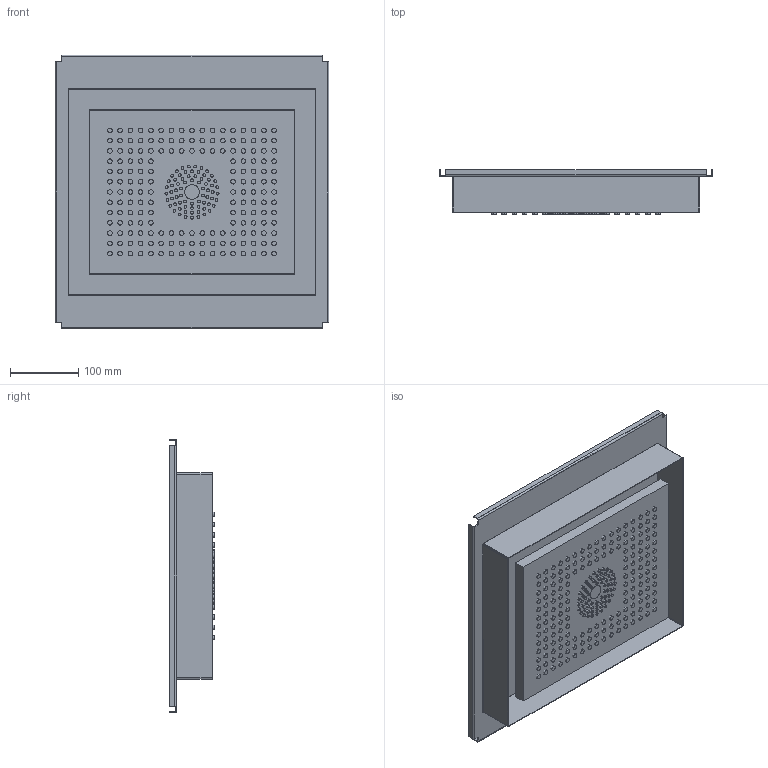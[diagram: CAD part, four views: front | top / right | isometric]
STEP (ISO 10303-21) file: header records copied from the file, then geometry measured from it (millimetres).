
FILE_DESCRIPTION (( 'STEP AP214' ), '1' );
FILE_NAME ('28044980.STEP', '2022-08-11T05:59:15', ( '' ), ( '' ), 'SwSTEP 2.0', 'SolidWorks 2020', '' );
FILE_SCHEMA (( 'AUTOMOTIVE_DESIGN' ));
Length unit declared in the file: millimetre
Products named in the file (7): Planungsmodell_LED-+-04.10.01.225.00.90-1; Planungsmodell_Platte-+-04.10.01.221.00.90-1; Planungsmodell_Einsatz-+-09.12.01.097.90-1; Planungsmodell_Reflexionskasten 310x250-+-04.17.20.249.00.90-1_K1_Mit_Licht; Planungsmodell_Platte-+-04.10.01.221.00.90-1_K2_187,9x128x31; Planungsmodell_Gehaeuse-+-09.12.05.070-1_K2_307,5 x 240 x 15,5 mit Bohrung; 28044980
Assembly tree (6 placements, depth 2):
  28044980
    Planungsmodell_Gehaeuse-+-09.12.05.070-1_K2_307,5 x 240 x 15,5 mit Bohrung
    Planungsmodell_Einsatz-+-09.12.01.097.90-1
    Planungsmodell_LED-+-04.10.01.225.00.90-1
    Planungsmodell_Reflexionskasten 310x250-+-04.17.20.249.00.90-1_K1_Mit_Licht
    Planungsmodell_Platte-+-04.10.01.221.00.90-1
    Planungsmodell_Platte-+-04.10.01.221.00.90-1_K2_187,9x128x31
Bounding box: 400 x 65 x 400 mm (x, y, z)
Volume: 2541804.8 mm3; surface area: 920025.8 mm2
Topology: 6 solids, 6 shells, 820 faces, 1692 edges, 1128 vertices
Faces by surface type: cylinder 520, plane 300
Entity records: 22506 total; most frequent: DIRECTION 4390, CARTESIAN_POINT 3649, ORIENTED_EDGE 3384, AXIS2_PLACEMENT_3D 1869, EDGE_CURVE 1692, VERTEX_POINT 1128, EDGE_LOOP 1066, CIRCLE 1040
